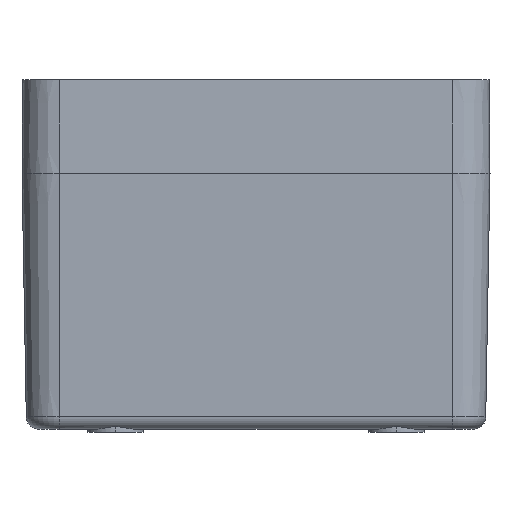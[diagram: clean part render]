
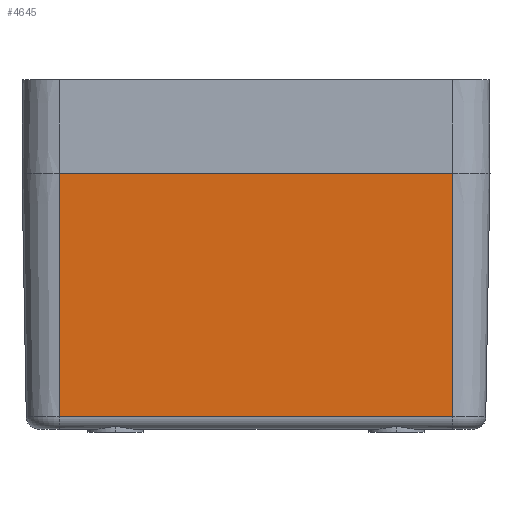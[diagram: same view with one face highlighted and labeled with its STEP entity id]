
A CAD part, left-side view. The second image highlights one B-rep face of the part: STEP entity #4645.
In plain terms, the highlighted planar face has unit normal (-1, 0, -0.018).
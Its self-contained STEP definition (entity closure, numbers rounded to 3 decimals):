
#4625=AXIS2_PLACEMENT_3D('Plane Axis2P3D',#4622,#4623,#4624) ;
#2142=CARTESIAN_POINT('Vertex',(0.,69.,41.5)) ;
#2145=CARTESIAN_POINT('Line Origine',(0.,37.5,41.5)) ;
#2149=CARTESIAN_POINT('Vertex',(0.,6.,41.5)) ;
#4603=CARTESIAN_POINT('Line Origine',(-8723.203,6.,499793.478)) ;
#4607=CARTESIAN_POINT('Vertex',(0.681,6.,2.465)) ;
#4622=CARTESIAN_POINT('Axis2P3D Location',(0.,37.5,41.5)) ;
#4627=CARTESIAN_POINT('Line Origine',(0.681,37.5,2.465)) ;
#4631=CARTESIAN_POINT('Vertex',(0.681,69.,2.465)) ;
#4634=CARTESIAN_POINT('Line Origine',(0.341,69.,21.983)) ;
#2146=DIRECTION('Vector Direction',(0.,1.,0.)) ;
#4604=DIRECTION('Vector Direction',(-0.017,0.,1.)) ;
#4623=DIRECTION('Axis2P3D Direction',(1.,-0.,0.017)) ;
#4624=DIRECTION('Axis2P3D XDirection',(0.,1.,0.)) ;
#4628=DIRECTION('Vector Direction',(0.,1.,0.)) ;
#4635=DIRECTION('Vector Direction',(-0.017,0.,1.)) ;
#2147=VECTOR('Line Direction',#2146,1.) ;
#4605=VECTOR('Line Direction',#4604,1.) ;
#4629=VECTOR('Line Direction',#4628,1.) ;
#4636=VECTOR('Line Direction',#4635,1.) ;
#4640=ORIENTED_EDGE('',*,*,#4633,.F.) ;
#4641=ORIENTED_EDGE('',*,*,#4609,.F.) ;
#4642=ORIENTED_EDGE('',*,*,#2151,.F.) ;
#4643=ORIENTED_EDGE('',*,*,#4638,.T.) ;
#4645=ADVANCED_FACE('Brep With Voids',(#4644),#4626,.F.) ;
#2151=EDGE_CURVE('',#2143,#2150,#2148,.F.) ;
#4609=EDGE_CURVE('',#2150,#4608,#4606,.F.) ;
#4633=EDGE_CURVE('',#4608,#4632,#4630,.T.) ;
#4638=EDGE_CURVE('',#2143,#4632,#4637,.F.) ;
#4639=EDGE_LOOP('',(#4640,#4641,#4642,#4643)) ;
#4644=FACE_OUTER_BOUND('',#4639,.T.) ;
#2148=LINE('Line',#2145,#2147) ;
#4606=LINE('Line',#4603,#4605) ;
#4630=LINE('Line',#4627,#4629) ;
#4637=LINE('Line',#4634,#4636) ;
#4626=PLANE('',#4625) ;
#2143=VERTEX_POINT('',#2142) ;
#2150=VERTEX_POINT('',#2149) ;
#4608=VERTEX_POINT('',#4607) ;
#4632=VERTEX_POINT('',#4631) ;
